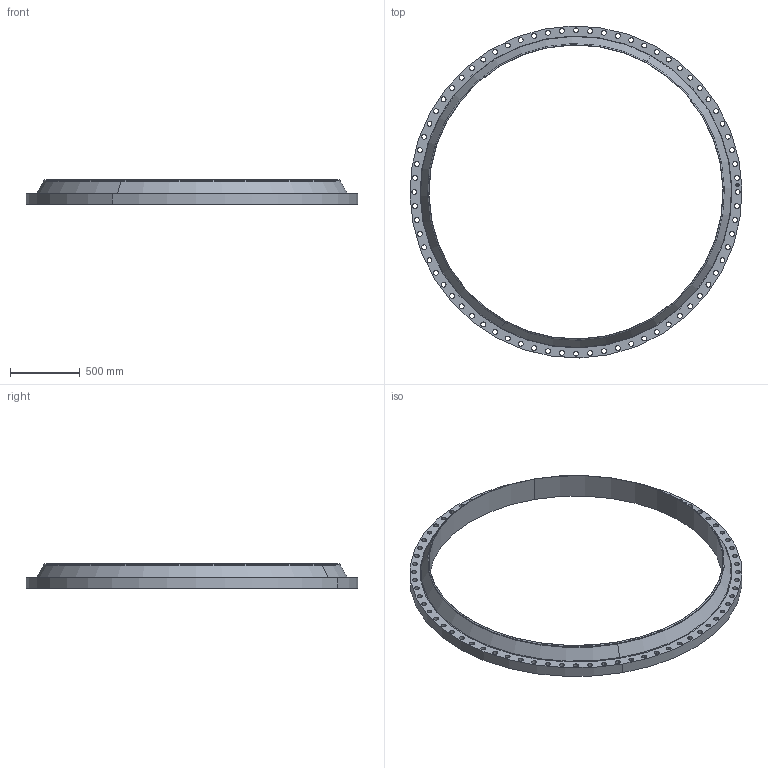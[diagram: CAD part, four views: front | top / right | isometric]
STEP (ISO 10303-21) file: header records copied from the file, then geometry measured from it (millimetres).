
FILE_DESCRIPTION(('3D STEP'),'2;1');
FILE_NAME('84-175-RF-WN-STD-BCIS-FLANGE.stp','2013-09-15T13:47:47+00:00',('Texas Flange'),(''),'CATIA Version 5 Release 20 SP 6 (IN-10)','CATIA V5 STEP AP214','800-826-3801');
FILE_SCHEMA(('AUTOMOTIVE_DESIGN { 1 0 10303 214 1 1 1 1 }'));
Length unit declared in the file: inch
Products named in the file (1): 84-175-RF-WN-STD-BCIS-FLANGE
Bounding box: 2386.94 x 2386.94 x 179.39 mm (x, y, z)
Volume: 91029088.7 mm3; surface area: 4577787 mm2
Topology: 1 solids, 1 shells, 619 faces, 2004 edges, 1334 vertices
Faces by surface type: plane 369, cylinder 244, cone 4, torus 2
Entity records: 23574 total; most frequent: ORIENTED_EDGE 4008, CARTESIAN_POINT 3773, DIRECTION 2872, EDGE_CURVE 2004, VECTOR 1364, LINE 1364, VERTEX_POINT 1334, AXIS2_PLACEMENT_3D 1075
